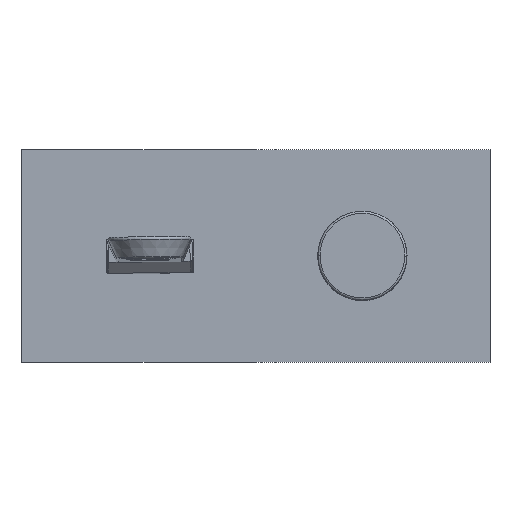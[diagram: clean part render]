
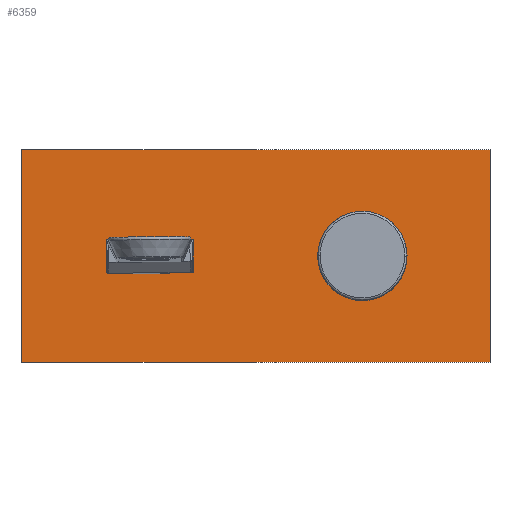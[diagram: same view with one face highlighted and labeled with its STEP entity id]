
A CAD part, top view. The second image highlights one B-rep face of the part: STEP entity #6359.
In plain terms, the highlighted planar face has unit normal (0, 0, 1).
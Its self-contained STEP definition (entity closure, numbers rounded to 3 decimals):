
#72 = ORIENTED_EDGE ( 'NONE', *, *, #466, .F. ) ;
#189 = DIRECTION ( 'NONE',  ( 0., -1., 0. ) ) ;
#391 = DIRECTION ( 'NONE',  ( 0., 0., 1. ) ) ;
#466 = EDGE_CURVE ( 'NONE', #7614, #7575, #7347, .T. ) ;
#485 = AXIS2_PLACEMENT_3D ( 'NONE', #8570, #3234, #9574 ) ;
#849 = LINE ( 'NONE', #13400, #4393 ) ;
#1026 = CARTESIAN_POINT ( 'NONE',  ( -57.58, 21.874, -9.708 ) ) ;
#1090 = ORIENTED_EDGE ( 'NONE', *, *, #5041, .T. ) ;
#1099 = VERTEX_POINT ( 'NONE', #7833 ) ;
#1305 = CARTESIAN_POINT ( 'NONE',  ( -57.58, 6.374, -9.708 ) ) ;
#1478 = CIRCLE ( 'NONE', #6971, 21. ) ;
#1499 = DIRECTION ( 'NONE',  ( 0., 1., 0. ) ) ;
#1550 = CARTESIAN_POINT ( 'NONE',  ( -57.58, 21.874, -9.708 ) ) ;
#1608 = EDGE_CURVE ( 'NONE', #8696, #7930, #11561, .T. ) ;
#1843 = AXIS2_PLACEMENT_3D ( 'NONE', #3272, #3229, #2245 ) ;
#2229 = LINE ( 'NONE', #1026, #12610 ) ;
#2245 = DIRECTION ( 'NONE',  ( 1., 0., 0. ) ) ;
#2318 = ORIENTED_EDGE ( 'NONE', *, *, #12822, .F. ) ;
#2352 = LINE ( 'NONE', #10050, #4767 ) ;
#2357 = ORIENTED_EDGE ( 'NONE', *, *, #8674, .T. ) ;
#2410 = LINE ( 'NONE', #1550, #5017 ) ;
#2704 = ORIENTED_EDGE ( 'NONE', *, *, #3367, .F. ) ;
#2796 = EDGE_CURVE ( 'NONE', #6308, #3643, #2352, .T. ) ;
#2977 = CARTESIAN_POINT ( 'NONE',  ( 81.92, 64.124, -9.708 ) ) ;
#3229 = DIRECTION ( 'NONE',  ( 0., 0., 1. ) ) ;
#3234 = DIRECTION ( 'NONE',  ( 0., 0., 1. ) ) ;
#3272 = CARTESIAN_POINT ( 'NONE',  ( 21.92, 14.124, -9.708 ) ) ;
#3367 = EDGE_CURVE ( 'NONE', #1099, #6289, #8340, .T. ) ;
#3421 = DIRECTION ( 'NONE',  ( 1., 0., 0. ) ) ;
#3643 = VERTEX_POINT ( 'NONE', #5137 ) ;
#3767 = VECTOR ( 'NONE', #11136, 1000. ) ;
#3778 = CARTESIAN_POINT ( 'NONE',  ( -138.08, 64.124, -9.708 ) ) ;
#4393 = VECTOR ( 'NONE', #5163, 1000. ) ;
#4665 = VECTOR ( 'NONE', #6439, 1000. ) ;
#4749 = CARTESIAN_POINT ( 'NONE',  ( 81.92, 64.124, -9.708 ) ) ;
#4767 = VECTOR ( 'NONE', #13141, 1000. ) ;
#5017 = VECTOR ( 'NONE', #1499, 1000. ) ;
#5041 = EDGE_CURVE ( 'NONE', #7930, #6308, #6542, .T. ) ;
#5071 = CARTESIAN_POINT ( 'NONE',  ( -98.58, 21.874, -9.708 ) ) ;
#5137 = CARTESIAN_POINT ( 'NONE',  ( 81.92, -35.876, -9.708 ) ) ;
#5163 = DIRECTION ( 'NONE',  ( 0., 1., 0. ) ) ;
#5471 = PLANE ( 'NONE',  #485 ) ;
#5828 = FACE_BOUND ( 'NONE', #7094, .T. ) ;
#5968 = ORIENTED_EDGE ( 'NONE', *, *, #2796, .T. ) ;
#6091 = ORIENTED_EDGE ( 'NONE', *, *, #13263, .F. ) ;
#6199 = ORIENTED_EDGE ( 'NONE', *, *, #6208, .F. ) ;
#6208 = EDGE_CURVE ( 'NONE', #12158, #7614, #2229, .T. ) ;
#6289 = VERTEX_POINT ( 'NONE', #12455 ) ;
#6308 = VERTEX_POINT ( 'NONE', #8437 ) ;
#6359 = ADVANCED_FACE ( 'NONE', ( #5828, #7594, #12443 ), #5471, .T. ) ;
#6439 = DIRECTION ( 'NONE',  ( 1., 0., 0. ) ) ;
#6542 = LINE ( 'NONE', #12353, #3767 ) ;
#6570 = EDGE_LOOP ( 'NONE', ( #1090, #5968, #2357, #12361 ) ) ;
#6971 = AXIS2_PLACEMENT_3D ( 'NONE', #12723, #391, #3421 ) ;
#6975 = ORIENTED_EDGE ( 'NONE', *, *, #8946, .F. ) ;
#7050 = CARTESIAN_POINT ( 'NONE',  ( -57.58, 21.874, -9.708 ) ) ;
#7094 = EDGE_LOOP ( 'NONE', ( #72, #6199, #2318, #6091 ) ) ;
#7347 = LINE ( 'NONE', #9464, #12524 ) ;
#7575 = VERTEX_POINT ( 'NONE', #12151 ) ;
#7594 = FACE_BOUND ( 'NONE', #10627, .T. ) ;
#7614 = VERTEX_POINT ( 'NONE', #5071 ) ;
#7833 = CARTESIAN_POINT ( 'NONE',  ( 42.92, 14.124, -9.708 ) ) ;
#7930 = VERTEX_POINT ( 'NONE', #3778 ) ;
#8340 = CIRCLE ( 'NONE', #1843, 21. ) ;
#8437 = CARTESIAN_POINT ( 'NONE',  ( -138.08, -35.876, -9.708 ) ) ;
#8570 = CARTESIAN_POINT ( 'NONE',  ( -28.08, 14.124, -9.708 ) ) ;
#8674 = EDGE_CURVE ( 'NONE', #3643, #8696, #849, .T. ) ;
#8696 = VERTEX_POINT ( 'NONE', #2977 ) ;
#8828 = VECTOR ( 'NONE', #8994, 1000. ) ;
#8946 = EDGE_CURVE ( 'NONE', #6289, #1099, #1478, .T. ) ;
#8994 = DIRECTION ( 'NONE',  ( -1., 0., 0. ) ) ;
#9304 = DIRECTION ( 'NONE',  ( -1., 0., 0. ) ) ;
#9464 = CARTESIAN_POINT ( 'NONE',  ( -98.58, 21.874, -9.708 ) ) ;
#9574 = DIRECTION ( 'NONE',  ( 1., 0., 0. ) ) ;
#9723 = VERTEX_POINT ( 'NONE', #1305 ) ;
#10050 = CARTESIAN_POINT ( 'NONE',  ( 81.92, -35.876, -9.708 ) ) ;
#10627 = EDGE_LOOP ( 'NONE', ( #2704, #6975 ) ) ;
#11136 = DIRECTION ( 'NONE',  ( 0., -1., 0. ) ) ;
#11561 = LINE ( 'NONE', #4749, #8828 ) ;
#11634 = LINE ( 'NONE', #12592, #4665 ) ;
#12151 = CARTESIAN_POINT ( 'NONE',  ( -98.58, 6.374, -9.708 ) ) ;
#12158 = VERTEX_POINT ( 'NONE', #7050 ) ;
#12353 = CARTESIAN_POINT ( 'NONE',  ( -138.08, -35.876, -9.708 ) ) ;
#12361 = ORIENTED_EDGE ( 'NONE', *, *, #1608, .T. ) ;
#12443 = FACE_OUTER_BOUND ( 'NONE', #6570, .T. ) ;
#12455 = CARTESIAN_POINT ( 'NONE',  ( 0.92, 14.124, -9.708 ) ) ;
#12524 = VECTOR ( 'NONE', #189, 1000. ) ;
#12592 = CARTESIAN_POINT ( 'NONE',  ( -57.58, 6.374, -9.708 ) ) ;
#12610 = VECTOR ( 'NONE', #9304, 1000. ) ;
#12723 = CARTESIAN_POINT ( 'NONE',  ( 21.92, 14.124, -9.708 ) ) ;
#12822 = EDGE_CURVE ( 'NONE', #9723, #12158, #2410, .T. ) ;
#13141 = DIRECTION ( 'NONE',  ( 1., 0., 0. ) ) ;
#13263 = EDGE_CURVE ( 'NONE', #7575, #9723, #11634, .T. ) ;
#13400 = CARTESIAN_POINT ( 'NONE',  ( 81.92, -35.876, -9.708 ) ) ;
